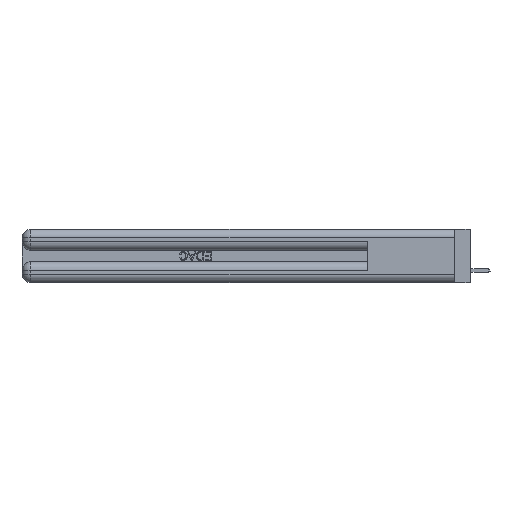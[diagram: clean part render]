
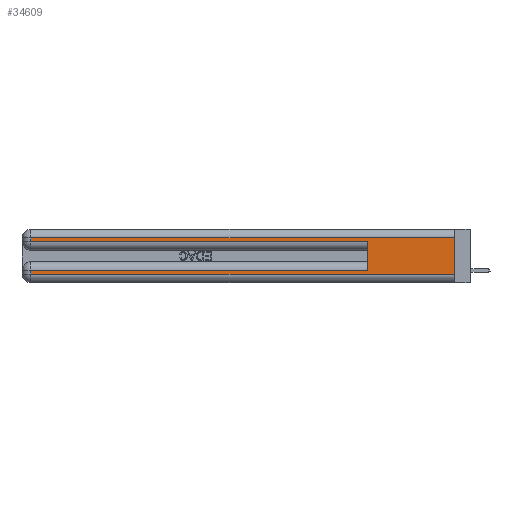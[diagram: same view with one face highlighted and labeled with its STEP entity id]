
A CAD part, left-side view. The second image highlights one B-rep face of the part: STEP entity #34609.
In plain terms, the highlighted planar face has unit normal (-1, 0, 0).
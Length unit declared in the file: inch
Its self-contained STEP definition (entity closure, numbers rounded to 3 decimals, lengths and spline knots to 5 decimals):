
#6 = ORIENTED_EDGE ( 'NONE', *, *, #1151, .T. ) ;
#256 = EDGE_LOOP ( 'NONE', ( #24385, #34229, #47207, #6, #20846, #51718, #14900, #8763 ) ) ;
#342 = DIRECTION ( 'NONE',  ( 0., 0., -1. ) ) ;
#903 = CARTESIAN_POINT ( 'NONE',  ( 0., 0., 0.06 ) ) ;
#1151 = EDGE_CURVE ( 'NONE', #43298, #12641, #43275, .T. ) ;
#1785 = DIRECTION ( 'NONE',  ( 1., 0., 0. ) ) ;
#2628 = DIRECTION ( 'NONE',  ( 0., 1., 0. ) ) ;
#2648 = CARTESIAN_POINT ( 'NONE',  ( 0., 0., 0.37 ) ) ;
#4834 = VECTOR ( 'NONE', #19034, 39.37008 ) ;
#5700 = VERTEX_POINT ( 'NONE', #27139 ) ;
#6179 = VECTOR ( 'NONE', #24585, 39.37008 ) ;
#7640 = CARTESIAN_POINT ( 'NONE',  ( 0., 0., 0.06 ) ) ;
#8399 = EDGE_CURVE ( 'NONE', #37290, #43298, #24314, .T. ) ;
#8466 = EDGE_CURVE ( 'NONE', #38354, #14014, #46892, .T. ) ;
#8763 = ORIENTED_EDGE ( 'NONE', *, *, #8466, .T. ) ;
#11537 = VECTOR ( 'NONE', #342, 39.37008 ) ;
#12020 = CARTESIAN_POINT ( 'NONE',  ( 0., 0., 0.285 ) ) ;
#12641 = VERTEX_POINT ( 'NONE', #39406 ) ;
#13636 = EDGE_CURVE ( 'NONE', #14734, #16430, #24132, .T. ) ;
#14014 = VERTEX_POINT ( 'NONE', #7640 ) ;
#14051 = DIRECTION ( 'NONE',  ( 0., 0., 1. ) ) ;
#14734 = VERTEX_POINT ( 'NONE', #48914 ) ;
#14900 = ORIENTED_EDGE ( 'NONE', *, *, #24940, .T. ) ;
#16430 = VERTEX_POINT ( 'NONE', #35814 ) ;
#16554 = VECTOR ( 'NONE', #2628, 39.37008 ) ;
#17678 = VECTOR ( 'NONE', #14051, 39.37008 ) ;
#19034 = DIRECTION ( 'NONE',  ( 0., 1., 0. ) ) ;
#20364 = CARTESIAN_POINT ( 'NONE',  ( 0., 2.94, 0.37 ) ) ;
#20514 = VECTOR ( 'NONE', #22253, 39.37008 ) ;
#20846 = ORIENTED_EDGE ( 'NONE', *, *, #33015, .F. ) ;
#21805 = EDGE_CURVE ( 'NONE', #5700, #14014, #27738, .T. ) ;
#21942 = CARTESIAN_POINT ( 'NONE',  ( 0., 0., 0.31 ) ) ;
#22253 = DIRECTION ( 'NONE',  ( 0., -1., 0. ) ) ;
#22920 = CARTESIAN_POINT ( 'NONE',  ( 0., 0., 0.085 ) ) ;
#24132 = LINE ( 'NONE', #22920, #4834 ) ;
#24314 = LINE ( 'NONE', #35321, #6179 ) ;
#24385 = ORIENTED_EDGE ( 'NONE', *, *, #21805, .F. ) ;
#24585 = DIRECTION ( 'NONE',  ( 0., 0., -1. ) ) ;
#24940 = EDGE_CURVE ( 'NONE', #16430, #38354, #31558, .T. ) ;
#25210 = DIRECTION ( 'NONE',  ( 0., -1., 0. ) ) ;
#25212 = LINE ( 'NONE', #30168, #17678 ) ;
#25269 = LINE ( 'NONE', #21942, #16554 ) ;
#25681 = CARTESIAN_POINT ( 'NONE',  ( 0., 0., 0.37 ) ) ;
#27139 = CARTESIAN_POINT ( 'NONE',  ( 0., 0., 0.31 ) ) ;
#27738 = LINE ( 'NONE', #2648, #37781 ) ;
#30168 = CARTESIAN_POINT ( 'NONE',  ( 0., 0.6, 0.145 ) ) ;
#31558 = LINE ( 'NONE', #20364, #11537 ) ;
#33015 = EDGE_CURVE ( 'NONE', #14734, #12641, #25212, .T. ) ;
#34229 = ORIENTED_EDGE ( 'NONE', *, *, #41284, .T. ) ;
#34274 = DIRECTION ( 'NONE',  ( 0., 0., -1. ) ) ;
#34609 = ADVANCED_FACE ( 'NONE', ( #48251 ), #46369, .F. ) ;
#35321 = CARTESIAN_POINT ( 'NONE',  ( 0., 2.94, 0.37 ) ) ;
#35814 = CARTESIAN_POINT ( 'NONE',  ( 0., 2.94, 0.085 ) ) ;
#36051 = CARTESIAN_POINT ( 'NONE',  ( 0., 2.94, 0.285 ) ) ;
#37290 = VERTEX_POINT ( 'NONE', #46609 ) ;
#37781 = VECTOR ( 'NONE', #34274, 39.37008 ) ;
#38354 = VERTEX_POINT ( 'NONE', #44006 ) ;
#38439 = AXIS2_PLACEMENT_3D ( 'NONE', #25681, #1785, #45820 ) ;
#39406 = CARTESIAN_POINT ( 'NONE',  ( 0., 0.6, 0.285 ) ) ;
#40092 = VECTOR ( 'NONE', #25210, 39.37008 ) ;
#41284 = EDGE_CURVE ( 'NONE', #5700, #37290, #25269, .T. ) ;
#43275 = LINE ( 'NONE', #12020, #40092 ) ;
#43298 = VERTEX_POINT ( 'NONE', #36051 ) ;
#44006 = CARTESIAN_POINT ( 'NONE',  ( 0., 2.94, 0.06 ) ) ;
#45820 = DIRECTION ( 'NONE',  ( 0., 0., -1. ) ) ;
#46369 = PLANE ( 'NONE',  #38439 ) ;
#46609 = CARTESIAN_POINT ( 'NONE',  ( 0., 2.94, 0.31 ) ) ;
#46892 = LINE ( 'NONE', #903, #20514 ) ;
#47207 = ORIENTED_EDGE ( 'NONE', *, *, #8399, .T. ) ;
#48251 = FACE_OUTER_BOUND ( 'NONE', #256, .T. ) ;
#48914 = CARTESIAN_POINT ( 'NONE',  ( 0., 0.6, 0.085 ) ) ;
#51718 = ORIENTED_EDGE ( 'NONE', *, *, #13636, .T. ) ;
